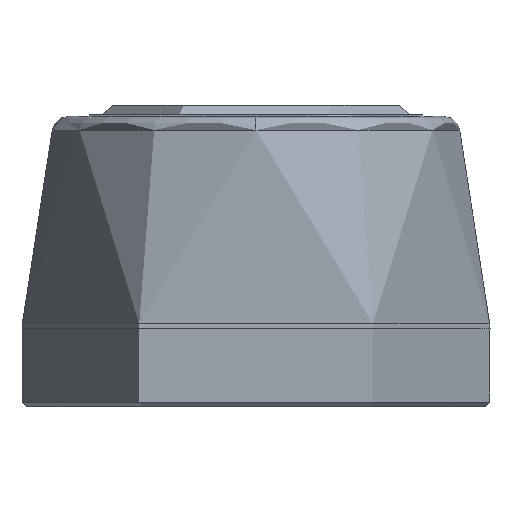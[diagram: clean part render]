
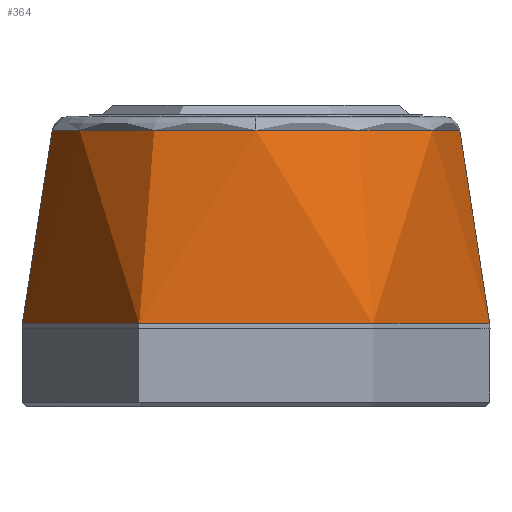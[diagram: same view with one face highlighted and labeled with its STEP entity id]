
A CAD part, left-side view. The second image highlights one B-rep face of the part: STEP entity #364.
In plain terms, the highlighted conical face has half-angle 8.746 degrees and reference radius 14.477 mm.
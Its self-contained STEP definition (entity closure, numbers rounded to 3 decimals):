
#6 = DIRECTION ( 'NONE',  ( 0., 1., 0. ) ) ;
#57 = CARTESIAN_POINT ( 'NONE',  ( 0., 12.63, 17.152 ) ) ;
#112 = CARTESIAN_POINT ( 'NONE',  ( 0., 0., 5.151 ) ) ;
#207 = VERTEX_POINT ( 'NONE', #57 ) ;
#281 = CARTESIAN_POINT ( 'NONE',  ( 0., 14.477, 5.151 ) ) ;
#313 = EDGE_CURVE ( 'NONE', #207, #1805, #1740, .T. ) ;
#364 = ADVANCED_FACE ( 'NONE', ( #1826 ), #608, .T. ) ;
#608 = CONICAL_SURFACE ( 'NONE', #656, 14.477, 0.153 ) ;
#656 = AXIS2_PLACEMENT_3D ( 'NONE', #2055, #2659, #839 ) ;
#689 = CIRCLE ( 'NONE', #1778, 14.477 ) ;
#735 = AXIS2_PLACEMENT_3D ( 'NONE', #1811, #3332, #6 ) ;
#762 = EDGE_CURVE ( 'NONE', #1332, #207, #2766, .T. ) ;
#787 = EDGE_CURVE ( 'NONE', #1516, #2758, #2207, .T. ) ;
#805 = CARTESIAN_POINT ( 'NONE',  ( -12.63, 0., 17.152 ) ) ;
#839 = DIRECTION ( 'NONE',  ( 0., 1., 0. ) ) ;
#857 = ORIENTED_EDGE ( 'NONE', *, *, #762, .T. ) ;
#910 = DIRECTION ( 'NONE',  ( 0., -0.152, -0.988 ) ) ;
#943 = DIRECTION ( 'NONE',  ( 0., 1., 0. ) ) ;
#1001 = CARTESIAN_POINT ( 'NONE',  ( 0., -14.477, 5.151 ) ) ;
#1332 = VERTEX_POINT ( 'NONE', #805 ) ;
#1412 = VECTOR ( 'NONE', #2392, 1000. ) ;
#1516 = VERTEX_POINT ( 'NONE', #3913 ) ;
#1560 = ORIENTED_EDGE ( 'NONE', *, *, #313, .T. ) ;
#1740 = LINE ( 'NONE', #281, #1412 ) ;
#1778 = AXIS2_PLACEMENT_3D ( 'NONE', #112, #2457, #943 ) ;
#1805 = VERTEX_POINT ( 'NONE', #3873 ) ;
#1811 = CARTESIAN_POINT ( 'NONE',  ( 0., 0., 17.152 ) ) ;
#1826 = FACE_OUTER_BOUND ( 'NONE', #3843, .T. ) ;
#2055 = CARTESIAN_POINT ( 'NONE',  ( 0., 0., 5.151 ) ) ;
#2160 = VECTOR ( 'NONE', #910, 1000. ) ;
#2207 = LINE ( 'NONE', #2417, #2160 ) ;
#2280 = ORIENTED_EDGE ( 'NONE', *, *, #787, .F. ) ;
#2304 = CIRCLE ( 'NONE', #2482, 12.63 ) ;
#2392 = DIRECTION ( 'NONE',  ( 0., 0.152, -0.988 ) ) ;
#2417 = CARTESIAN_POINT ( 'NONE',  ( 0., -14.477, 5.151 ) ) ;
#2457 = DIRECTION ( 'NONE',  ( 0., 0., 1. ) ) ;
#2482 = AXIS2_PLACEMENT_3D ( 'NONE', #2775, #3022, #3631 ) ;
#2659 = DIRECTION ( 'NONE',  ( 0., 0., -1. ) ) ;
#2758 = VERTEX_POINT ( 'NONE', #1001 ) ;
#2766 = CIRCLE ( 'NONE', #735, 12.63 ) ;
#2774 = EDGE_CURVE ( 'NONE', #1805, #2758, #689, .T. ) ;
#2775 = CARTESIAN_POINT ( 'NONE',  ( 0., 0., 17.152 ) ) ;
#3022 = DIRECTION ( 'NONE',  ( 0., 0., -1. ) ) ;
#3195 = ORIENTED_EDGE ( 'NONE', *, *, #2774, .T. ) ;
#3332 = DIRECTION ( 'NONE',  ( 0., 0., -1. ) ) ;
#3575 = ORIENTED_EDGE ( 'NONE', *, *, #3623, .T. ) ;
#3623 = EDGE_CURVE ( 'NONE', #1516, #1332, #2304, .T. ) ;
#3631 = DIRECTION ( 'NONE',  ( 0., 1., 0. ) ) ;
#3843 = EDGE_LOOP ( 'NONE', ( #2280, #3575, #857, #1560, #3195 ) ) ;
#3873 = CARTESIAN_POINT ( 'NONE',  ( 0., 14.477, 5.151 ) ) ;
#3913 = CARTESIAN_POINT ( 'NONE',  ( 0., -12.63, 17.152 ) ) ;
